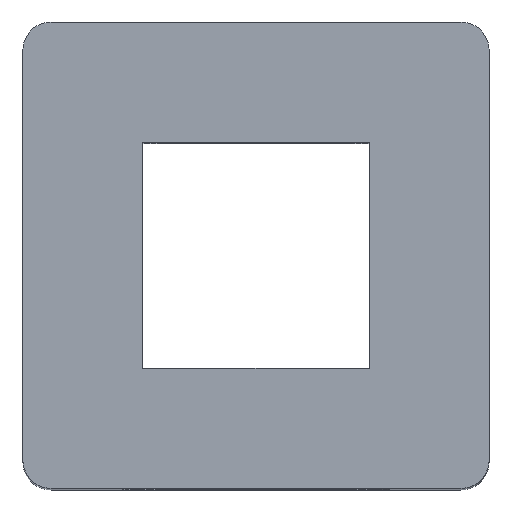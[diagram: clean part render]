
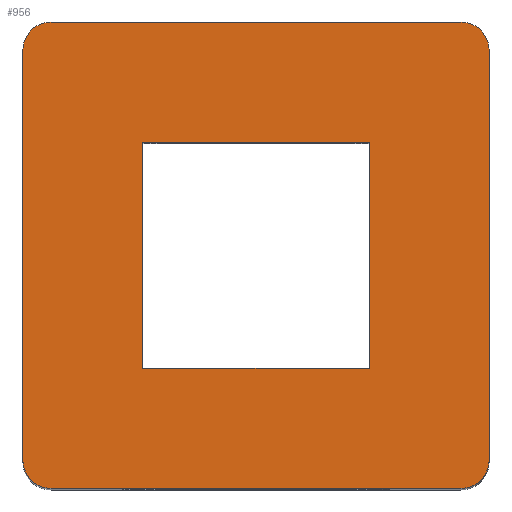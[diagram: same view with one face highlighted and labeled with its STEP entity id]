
A CAD part, top view. The second image highlights one B-rep face of the part: STEP entity #956.
In plain terms, the highlighted planar face has unit normal (0, 0, 1).
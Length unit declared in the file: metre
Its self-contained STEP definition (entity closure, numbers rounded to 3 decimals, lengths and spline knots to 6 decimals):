
#26=PLANE('',#1055);
#60=LINE('',#1462,#156);
#68=LINE('',#1478,#164);
#72=LINE('',#1489,#168);
#75=LINE('',#1498,#171);
#77=LINE('',#1502,#173);
#80=LINE('',#1514,#176);
#88=LINE('',#1539,#184);
#112=LINE('',#1606,#208);
#156=VECTOR('',#1157,1.);
#164=VECTOR('',#1171,1.);
#168=VECTOR('',#1179,1.);
#171=VECTOR('',#1188,1.);
#173=VECTOR('',#1194,1.);
#176=VECTOR('',#1207,1.);
#184=VECTOR('',#1225,1.);
#208=VECTOR('',#1279,1.);
#370=ORIENTED_EDGE('',*,*,#570,.F.);
#371=ORIENTED_EDGE('',*,*,#575,.T.);
#372=ORIENTED_EDGE('',*,*,#580,.T.);
#373=ORIENTED_EDGE('',*,*,#583,.F.);
#374=ORIENTED_EDGE('',*,*,#560,.T.);
#375=ORIENTED_EDGE('',*,*,#640,.T.);
#376=ORIENTED_EDGE('',*,*,#636,.F.);
#377=ORIENTED_EDGE('',*,*,#641,.T.);
#378=ORIENTED_EDGE('',*,*,#590,.F.);
#379=ORIENTED_EDGE('',*,*,#642,.T.);
#380=ORIENTED_EDGE('',*,*,#602,.T.);
#381=ORIENTED_EDGE('',*,*,#643,.T.);
#560=EDGE_CURVE('',#705,#704,#60,.T.);
#570=EDGE_CURVE('',#709,#710,#68,.T.);
#575=EDGE_CURVE('',#709,#714,#72,.T.);
#580=EDGE_CURVE('',#714,#717,#75,.T.);
#583=EDGE_CURVE('',#710,#717,#77,.T.);
#590=EDGE_CURVE('',#722,#723,#80,.T.);
#602=EDGE_CURVE('',#734,#735,#88,.T.);
#636=EDGE_CURVE('',#762,#763,#112,.T.);
#640=EDGE_CURVE('',#704,#763,#798,.T.);
#641=EDGE_CURVE('',#762,#723,#799,.T.);
#642=EDGE_CURVE('',#722,#734,#800,.T.);
#643=EDGE_CURVE('',#735,#705,#801,.T.);
#704=VERTEX_POINT('',#1461);
#705=VERTEX_POINT('',#1463);
#709=VERTEX_POINT('',#1477);
#710=VERTEX_POINT('',#1479);
#714=VERTEX_POINT('',#1488);
#717=VERTEX_POINT('',#1497);
#722=VERTEX_POINT('',#1515);
#723=VERTEX_POINT('',#1516);
#734=VERTEX_POINT('',#1540);
#735=VERTEX_POINT('',#1541);
#762=VERTEX_POINT('',#1607);
#763=VERTEX_POINT('',#1608);
#798=CIRCLE('',#1056,0.004);
#799=CIRCLE('',#1057,0.004);
#800=CIRCLE('',#1058,0.004);
#801=CIRCLE('',#1059,0.004);
#828=EDGE_LOOP('',(#370,#371,#372,#373));
#829=EDGE_LOOP('',(#374,#375,#376,#377,#378,#379,#380,#381));
#884=FACE_BOUND('',#828,.T.);
#885=FACE_BOUND('',#829,.T.);
#956=ADVANCED_FACE('',(#884,#885),#26,.T.);
#1055=AXIS2_PLACEMENT_3D('',#1614,#1283,#1284);
#1056=AXIS2_PLACEMENT_3D('',#1615,#1285,#1286);
#1057=AXIS2_PLACEMENT_3D('',#1616,#1287,#1288);
#1058=AXIS2_PLACEMENT_3D('',#1617,#1289,#1290);
#1059=AXIS2_PLACEMENT_3D('',#1618,#1291,#1292);
#1157=DIRECTION('',(-1.,0.,0.));
#1171=DIRECTION('',(0.,1.,0.));
#1179=DIRECTION('',(-1.,0.,0.));
#1188=DIRECTION('',(0.,1.,0.));
#1194=DIRECTION('',(-1.,0.,0.));
#1207=DIRECTION('',(-1.,0.,0.));
#1225=DIRECTION('',(0.,1.,0.));
#1279=DIRECTION('',(0.,1.,0.));
#1283=DIRECTION('',(0.,0.,1.));
#1284=DIRECTION('',(1.,0.,0.));
#1285=DIRECTION('',(0.,0.,1.));
#1286=DIRECTION('',(1.,0.,0.));
#1287=DIRECTION('',(0.,0.,1.));
#1288=DIRECTION('',(1.,0.,0.));
#1289=DIRECTION('',(0.,0.,1.));
#1290=DIRECTION('',(1.,0.,0.));
#1291=DIRECTION('',(0.,0.,1.));
#1292=DIRECTION('',(1.,0.,0.));
#1461=CARTESIAN_POINT('',(-0.029,0.033,0.135));
#1462=CARTESIAN_POINT('',(0.,0.033,0.135));
#1463=CARTESIAN_POINT('',(0.029,0.033,0.135));
#1477=CARTESIAN_POINT('',(0.016,-0.016,0.135));
#1478=CARTESIAN_POINT('',(0.016,0.,0.135));
#1479=CARTESIAN_POINT('',(0.016,0.016,0.135));
#1488=CARTESIAN_POINT('',(-0.016,-0.016,0.135));
#1489=CARTESIAN_POINT('',(0.,-0.016,0.135));
#1497=CARTESIAN_POINT('',(-0.016,0.016,0.135));
#1498=CARTESIAN_POINT('',(-0.016,0.,0.135));
#1502=CARTESIAN_POINT('',(0.,0.016,0.135));
#1514=CARTESIAN_POINT('',(0.,-0.033,0.135));
#1515=CARTESIAN_POINT('',(0.029,-0.033,0.135));
#1516=CARTESIAN_POINT('',(-0.029,-0.033,0.135));
#1539=CARTESIAN_POINT('',(0.033,0.,0.135));
#1540=CARTESIAN_POINT('',(0.033,-0.029,0.135));
#1541=CARTESIAN_POINT('',(0.033,0.029,0.135));
#1606=CARTESIAN_POINT('',(-0.033,0.,0.135));
#1607=CARTESIAN_POINT('',(-0.033,-0.029,0.135));
#1608=CARTESIAN_POINT('',(-0.033,0.029,0.135));
#1614=CARTESIAN_POINT('',(-0.003146,-0.024863,0.135));
#1615=CARTESIAN_POINT('',(-0.029,0.029,0.135));
#1616=CARTESIAN_POINT('',(-0.029,-0.029,0.135));
#1617=CARTESIAN_POINT('',(0.029,-0.029,0.135));
#1618=CARTESIAN_POINT('',(0.029,0.029,0.135));
